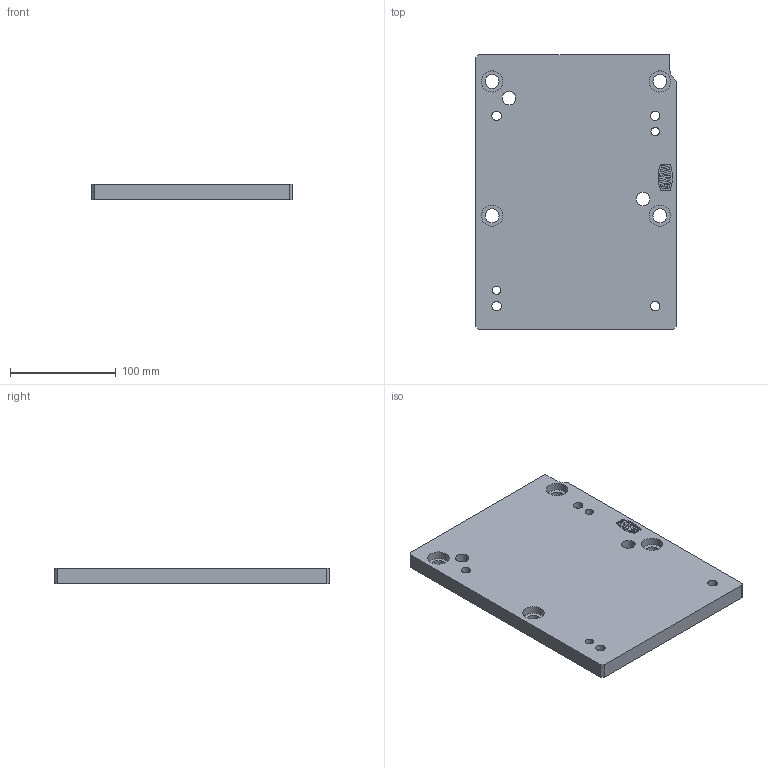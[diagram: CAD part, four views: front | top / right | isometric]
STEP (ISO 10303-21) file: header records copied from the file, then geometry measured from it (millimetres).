
FILE_DESCRIPTION(/* description */ (''),/* implementation_level */ '2;1');
FILE_NAME(/* name */ 'SMW RapidTurn Subplate.step',/* time_stamp */ '2023-12-19T08:57:30-05:00',/* author */ (''),/* organization */ (''),/* preprocessor_version */ 'ST-DEVELOPER v20',/* originating_system */ 'Autodesk Translation Framework v12.14.0.127',/* authorisation */ '');
FILE_SCHEMA (('AUTOMOTIVE_DESIGN { 1 0 10303 214 3 1 1 }'));
Length unit declared in the file: inch
Products named in the file (2): RapidTurn Subplate DT; Subplate
Assembly tree (1 placements, depth 2):
  RapidTurn Subplate DT
    Subplate
Bounding box: 189.23 x 259.91 x 14.61 mm (x, y, z)
Volume: 690043.5 mm3; surface area: 116311.3 mm2
Topology: 1 solids, 1 shells, 139 faces, 375 edges, 250 vertices
Faces by surface type: bspline 81, cylinder 31, plane 27
Full cylindrical faces by diameter (mm): 8 x2, 8.992 x4, 12.713 x2, 13.208 x4, 15.011 x4, 20.066 x4
Entity records: 6224 total; most frequent: CARTESIAN_POINT 3253, ORIENTED_EDGE 750, EDGE_CURVE 375, DIRECTION 329, VERTEX_POINT 250, B_SPLINE_CURVE_WITH_KNOTS 230, EDGE_LOOP 175, FACE_OUTER_BOUND 139
